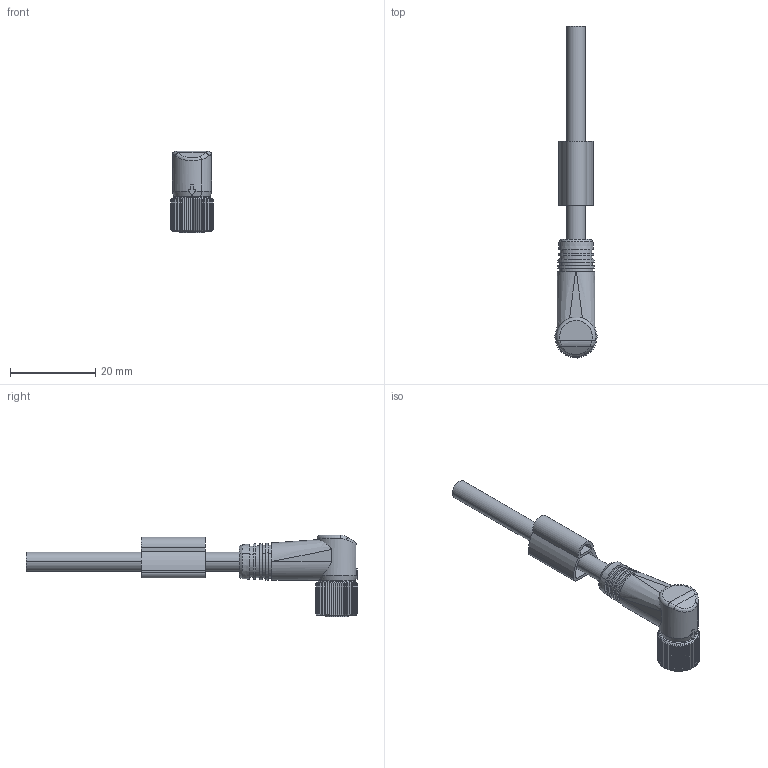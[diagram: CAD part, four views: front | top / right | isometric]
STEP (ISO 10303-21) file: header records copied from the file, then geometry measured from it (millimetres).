
FILE_DESCRIPTION(('CATIA V5 STEP Exchange','CAx-IF Rec.Pracs.--- Model Styling and Organization---1.4--- 2014-01-23'),'2;1');
FILE_NAME ('012766-1_0_1383000500_1383000500.stp','2021-03-29T10:49:35+00:00',('none'),('Weidmueller'),'CATIA Version 5-6 Release 2016 SP3 HF44','CATIA V5 STEP AP214','none');
FILE_SCHEMA(('AUTOMOTIVE_DESIGN { 1 0 10303 214 1 1 1 1 }'));
Length unit declared in the file: millimetre
Products named in the file (1): 1383000500
Bounding box: 9.91 x 77.75 x 19.1 mm (x, y, z)
Volume: 3427.7 mm3; surface area: 4016.6 mm2
Topology: 14 solids, 14 shells, 516 faces, 1394 edges, 925 vertices
Faces by surface type: plane 221, cylinder 205, cone 55, bspline 22, torus 13
Entity records: 17156 total; most frequent: CARTESIAN_POINT 5511, ORIENTED_EDGE 2788, DIRECTION 1709, EDGE_CURVE 1394, VERTEX_POINT 925, AXIS2_PLACEMENT_3D 852, EDGE_LOOP 551, ADVANCED_FACE 516
